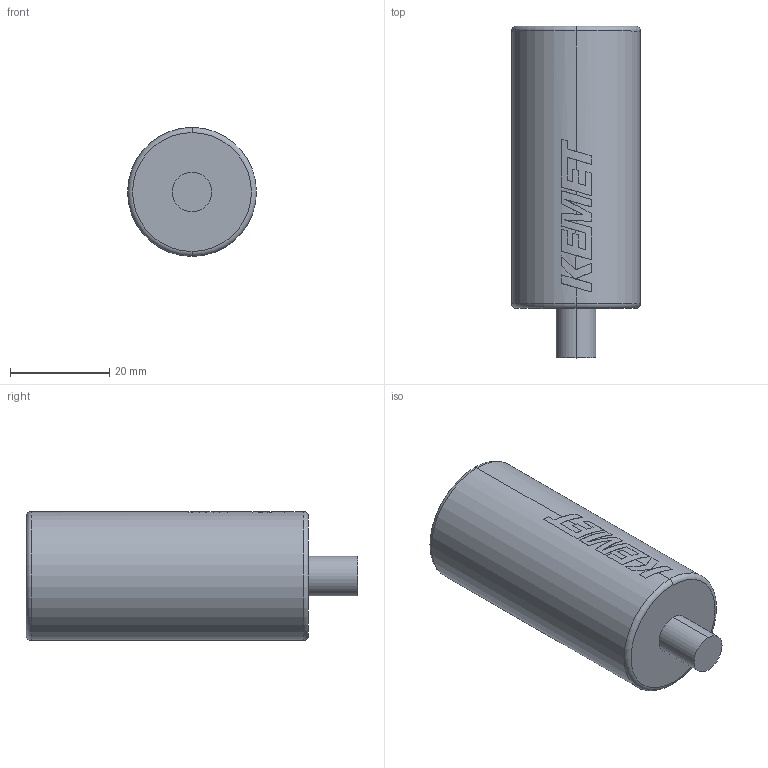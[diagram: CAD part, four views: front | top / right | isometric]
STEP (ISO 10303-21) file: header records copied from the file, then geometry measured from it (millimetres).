
FILE_DESCRIPTION (( 'STEP AP214' ), '1' );
FILE_NAME ('CFM_C28P_25X55_D26L57.STEP', '2025-01-29T20:06:32', ( '' ), ( '' ), 'SwSTEP 2.0', 'SolidWorks 2021', '' );
FILE_SCHEMA (( 'AUTOMOTIVE_DESIGN' ));
Length unit declared in the file: millimetre
Products named in the file (1): CFM_C28P_25X55_D26L57
Bounding box: 26 x 67 x 26.01 mm (x, y, z)
Volume: 29972 mm3; surface area: 6038.1 mm2
Topology: 1 solids, 1 shells, 76 faces, 212 edges, 140 vertices
Faces by surface type: bspline 31, plane 26, cylinder 15, torus 4
Entity records: 2929 total; most frequent: CARTESIAN_POINT 1055, ORIENTED_EDGE 424, EDGE_CURVE 212, DIRECTION 193, VERTEX_POINT 140, B_SPLINE_CURVE_WITH_KNOTS 131, EDGE_LOOP 78, FACE_OUTER_BOUND 76
